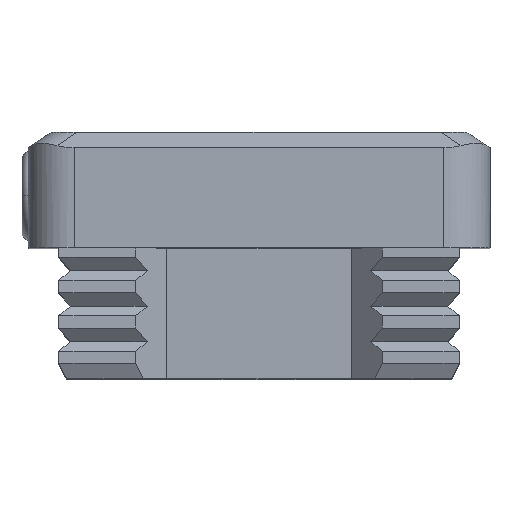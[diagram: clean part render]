
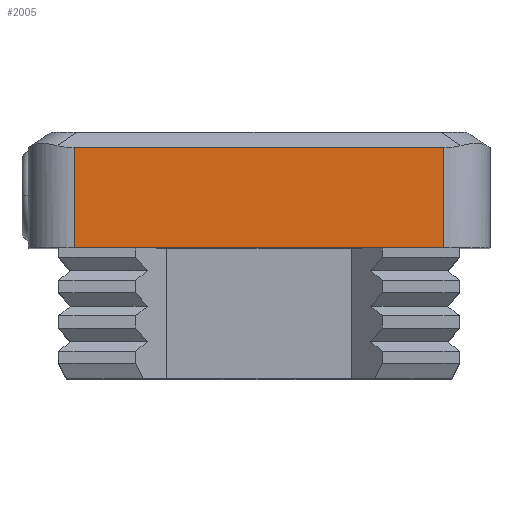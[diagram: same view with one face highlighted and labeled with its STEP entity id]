
A CAD part, top view. The second image highlights one B-rep face of the part: STEP entity #2005.
In plain terms, the highlighted planar face has unit normal (0, 0, 1).
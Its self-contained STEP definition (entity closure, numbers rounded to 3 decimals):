
#98 = VERTEX_POINT ( 'NONE', #2996 ) ;
#527 = ORIENTED_EDGE ( 'NONE', *, *, #2542, .T. ) ;
#624 = FACE_OUTER_BOUND ( 'NONE', #4385, .T. ) ;
#710 = VERTEX_POINT ( 'NONE', #2113 ) ;
#1029 = DIRECTION ( 'NONE',  ( -1., 0., 0. ) ) ;
#1172 = LINE ( 'NONE', #4556, #4671 ) ;
#1228 = EDGE_CURVE ( 'NONE', #3365, #1858, #1669, .T. ) ;
#1252 = ORIENTED_EDGE ( 'NONE', *, *, #1228, .F. ) ;
#1632 = DIRECTION ( 'NONE',  ( -1., 0., 0. ) ) ;
#1669 = LINE ( 'NONE', #3132, #3250 ) ;
#1688 = ORIENTED_EDGE ( 'NONE', *, *, #2873, .T. ) ;
#1858 = VERTEX_POINT ( 'NONE', #3038 ) ;
#2005 = ADVANCED_FACE ( 'NONE', ( #624 ), #3190, .F. ) ;
#2113 = CARTESIAN_POINT ( 'NONE',  ( 12., 15., 15. ) ) ;
#2355 = LINE ( 'NONE', #3817, #4326 ) ;
#2542 = EDGE_CURVE ( 'NONE', #98, #1858, #2669, .T. ) ;
#2669 = LINE ( 'NONE', #3436, #3186 ) ;
#2742 = DIRECTION ( 'NONE',  ( 0., -1., 0. ) ) ;
#2873 = EDGE_CURVE ( 'NONE', #710, #98, #2355, .T. ) ;
#2956 = ORIENTED_EDGE ( 'NONE', *, *, #4445, .T. ) ;
#2996 = CARTESIAN_POINT ( 'NONE',  ( -12., 15., 15. ) ) ;
#3038 = CARTESIAN_POINT ( 'NONE',  ( -12., 8.5, 15. ) ) ;
#3065 = DIRECTION ( 'NONE',  ( 0., 1., 0. ) ) ;
#3132 = CARTESIAN_POINT ( 'NONE',  ( 15., 8.5, 15. ) ) ;
#3186 = VECTOR ( 'NONE', #2742, 1000. ) ;
#3190 = PLANE ( 'NONE',  #4095 ) ;
#3232 = CARTESIAN_POINT ( 'NONE',  ( 15., 8.5, 15. ) ) ;
#3250 = VECTOR ( 'NONE', #4595, 1000. ) ;
#3365 = VERTEX_POINT ( 'NONE', #4712 ) ;
#3436 = CARTESIAN_POINT ( 'NONE',  ( -12., 8.5, 15. ) ) ;
#3817 = CARTESIAN_POINT ( 'NONE',  ( 15., 15., 15. ) ) ;
#3972 = DIRECTION ( 'NONE',  ( 0., 0., -1. ) ) ;
#4095 = AXIS2_PLACEMENT_3D ( 'NONE', #3232, #3972, #1029 ) ;
#4326 = VECTOR ( 'NONE', #1632, 1000. ) ;
#4385 = EDGE_LOOP ( 'NONE', ( #1688, #527, #1252, #2956 ) ) ;
#4445 = EDGE_CURVE ( 'NONE', #3365, #710, #1172, .T. ) ;
#4556 = CARTESIAN_POINT ( 'NONE',  ( 12., 8.5, 15. ) ) ;
#4595 = DIRECTION ( 'NONE',  ( -1., 0., 0. ) ) ;
#4671 = VECTOR ( 'NONE', #3065, 1000. ) ;
#4712 = CARTESIAN_POINT ( 'NONE',  ( 12., 8.5, 15. ) ) ;
